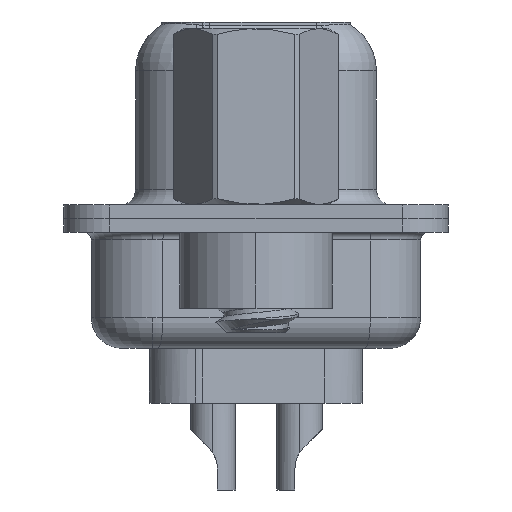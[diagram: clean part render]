
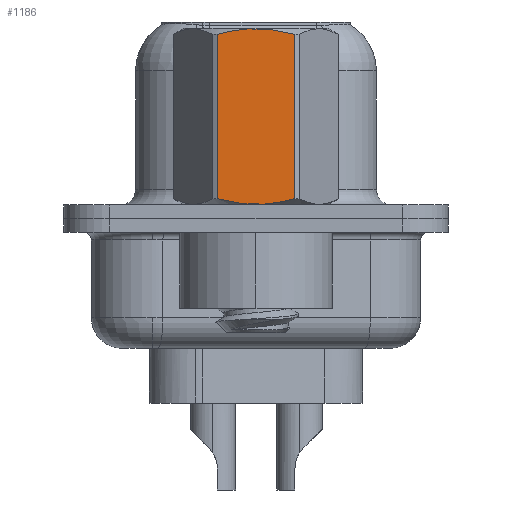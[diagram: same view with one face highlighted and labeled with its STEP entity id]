
A CAD part, left-side view. The second image highlights one B-rep face of the part: STEP entity #1186.
In plain terms, the highlighted planar face has unit normal (-1, 0, 0).
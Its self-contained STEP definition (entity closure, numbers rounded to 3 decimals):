
#258 = VERTEX_POINT ( 'NONE', #21628 ) ;
#721 = EDGE_LOOP ( 'NONE', ( #17825, #17964, #12963, #23440 ) ) ;
#1050 = VERTEX_POINT ( 'NONE', #21398 ) ;
#1186 = ADVANCED_FACE ( 'NONE', ( #4268 ), #12125, .T. ) ;
#1204 = CARTESIAN_POINT ( 'NONE',  ( -2.381, -0.432, 6.215 ) ) ;
#2467 = CARTESIAN_POINT ( 'NONE',  ( -2.381, -0.432, 0.485 ) ) ;
#3321 = CARTESIAN_POINT ( 'NONE',  ( -2.381, 1.065, 6.104 ) ) ;
#4010 = DIRECTION ( 'NONE',  ( 0., -1., 0. ) ) ;
#4268 = FACE_OUTER_BOUND ( 'NONE', #721, .T. ) ;
#4442 = CARTESIAN_POINT ( 'NONE',  ( -2.381, 0.853, 0.549 ) ) ;
#4795 = LINE ( 'NONE', #16763, #11789 ) ;
#4926 = CARTESIAN_POINT ( 'NONE',  ( -2.381, -1.273, 6.048 ) ) ;
#5532 = EDGE_CURVE ( 'NONE', #21956, #13604, #7897, .T. ) ;
#5786 = DIRECTION ( 'NONE',  ( 0., 0., -1. ) ) ;
#6147 = DIRECTION ( 'NONE',  ( -1., 0., 0. ) ) ;
#7897 = LINE ( 'NONE', #15743, #9820 ) ;
#9138 = CARTESIAN_POINT ( 'NONE',  ( -2.381, 1.273, 6.048 ) ) ;
#9331 = CARTESIAN_POINT ( 'NONE',  ( -2.381, -0.215, 6.232 ) ) ;
#9820 = VECTOR ( 'NONE', #5786, 1000. ) ;
#11071 = B_SPLINE_CURVE_WITH_KNOTS ( 'NONE', 3,
 ( #4926, #21524, #11573, #1204, #9331, #13572, #17430, #23654, #3321, #15554 ),
 .UNSPECIFIED., .F., .F.,
 ( 4, 2, 2, 2, 4 ),
 ( 0.001, 0.002, 0.002, 0.003, 0.004 ),
 .UNSPECIFIED. ) ;
#11573 = CARTESIAN_POINT ( 'NONE',  ( -2.381, -0.858, 6.15 ) ) ;
#11789 = VECTOR ( 'NONE', #12656, 1000. ) ;
#12125 = PLANE ( 'NONE',  #16437 ) ;
#12300 = CARTESIAN_POINT ( 'NONE',  ( -2.381, -1.066, 0.596 ) ) ;
#12568 = CARTESIAN_POINT ( 'NONE',  ( -2.381, 0.428, 0.485 ) ) ;
#12656 = DIRECTION ( 'NONE',  ( 0., 0., 1. ) ) ;
#12963 = ORIENTED_EDGE ( 'NONE', *, *, #21512, .T. ) ;
#13572 = CARTESIAN_POINT ( 'NONE',  ( -2.381, 0.215, 6.232 ) ) ;
#13604 = VERTEX_POINT ( 'NONE', #26005 ) ;
#13763 = EDGE_CURVE ( 'NONE', #13604, #258, #23677, .T. ) ;
#15554 = CARTESIAN_POINT ( 'NONE',  ( -2.381, 1.273, 6.048 ) ) ;
#15743 = CARTESIAN_POINT ( 'NONE',  ( -2.381, 1.273, 3.792 ) ) ;
#16126 = EDGE_CURVE ( 'NONE', #258, #1050, #4795, .T. ) ;
#16287 = CARTESIAN_POINT ( 'NONE',  ( -2.381, -0.215, 0.468 ) ) ;
#16437 = AXIS2_PLACEMENT_3D ( 'NONE', #24767, #6147, #4010 ) ;
#16546 = CARTESIAN_POINT ( 'NONE',  ( -2.381, 1.273, 0.652 ) ) ;
#16763 = CARTESIAN_POINT ( 'NONE',  ( -2.381, -1.273, 3.792 ) ) ;
#17430 = CARTESIAN_POINT ( 'NONE',  ( -2.381, 0.428, 6.215 ) ) ;
#17825 = ORIENTED_EDGE ( 'NONE', *, *, #13763, .T. ) ;
#17964 = ORIENTED_EDGE ( 'NONE', *, *, #16126, .T. ) ;
#18005 = CARTESIAN_POINT ( 'NONE',  ( -2.381, -1.273, 0.652 ) ) ;
#20652 = CARTESIAN_POINT ( 'NONE',  ( -2.381, 0.215, 0.468 ) ) ;
#21398 = CARTESIAN_POINT ( 'NONE',  ( -2.381, -1.273, 6.048 ) ) ;
#21512 = EDGE_CURVE ( 'NONE', #1050, #21956, #11071, .T. ) ;
#21524 = CARTESIAN_POINT ( 'NONE',  ( -2.381, -1.066, 6.104 ) ) ;
#21628 = CARTESIAN_POINT ( 'NONE',  ( -2.381, -1.273, 0.652 ) ) ;
#21956 = VERTEX_POINT ( 'NONE', #9138 ) ;
#22656 = CARTESIAN_POINT ( 'NONE',  ( -2.381, 1.065, 0.596 ) ) ;
#23440 = ORIENTED_EDGE ( 'NONE', *, *, #5532, .T. ) ;
#23654 = CARTESIAN_POINT ( 'NONE',  ( -2.381, 0.853, 6.151 ) ) ;
#23677 = B_SPLINE_CURVE_WITH_KNOTS ( 'NONE', 3,
 ( #16546, #22656, #4442, #12568, #20652, #16287, #2467, #24395, #12300, #18005 ),
 .UNSPECIFIED., .F., .F.,
 ( 4, 2, 2, 2, 4 ),
 ( 0.003, 0.003, 0.004, 0.004, 0.005 ),
 .UNSPECIFIED. ) ;
#24395 = CARTESIAN_POINT ( 'NONE',  ( -2.381, -0.858, 0.55 ) ) ;
#24767 = CARTESIAN_POINT ( 'NONE',  ( -2.381, 1.375, -3.75 ) ) ;
#26005 = CARTESIAN_POINT ( 'NONE',  ( -2.381, 1.273, 0.652 ) ) ;
